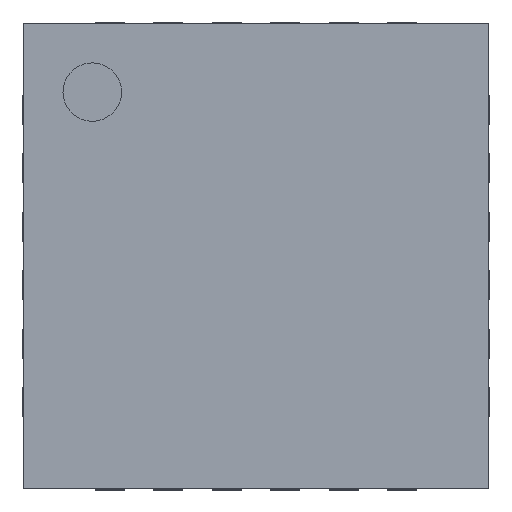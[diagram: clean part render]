
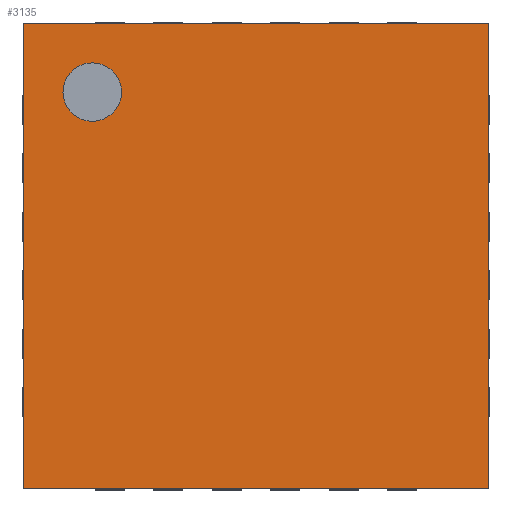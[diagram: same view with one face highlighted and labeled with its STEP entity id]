
A CAD part, top view. The second image highlights one B-rep face of the part: STEP entity #3135.
In plain terms, the highlighted planar face has unit normal (0, 0, 1).
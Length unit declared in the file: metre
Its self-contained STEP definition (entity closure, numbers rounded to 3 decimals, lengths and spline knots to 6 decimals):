
#224=LINE('',#4823,#635);
#225=LINE('',#4826,#636);
#226=LINE('',#4828,#637);
#227=LINE('',#4830,#638);
#635=VECTOR('',#3902,1.);
#636=VECTOR('',#3903,1.);
#637=VECTOR('',#3904,1.);
#638=VECTOR('',#3905,1.);
#1143=ORIENTED_EDGE('',*,*,#1782,.T.);
#1144=ORIENTED_EDGE('',*,*,#2018,.F.);
#1145=ORIENTED_EDGE('',*,*,#2019,.T.);
#1146=ORIENTED_EDGE('',*,*,#2020,.T.);
#1147=ORIENTED_EDGE('',*,*,#2021,.F.);
#1782=EDGE_CURVE('',#2243,#2243,#2551,.T.);
#2018=EDGE_CURVE('',#2433,#2434,#224,.T.);
#2019=EDGE_CURVE('',#2433,#2435,#225,.T.);
#2020=EDGE_CURVE('',#2435,#2436,#226,.T.);
#2021=EDGE_CURVE('',#2434,#2436,#227,.T.);
#2243=VERTEX_POINT('',#4327);
#2433=VERTEX_POINT('',#4824);
#2434=VERTEX_POINT('',#4825);
#2435=VERTEX_POINT('',#4827);
#2436=VERTEX_POINT('',#4829);
#2551=CIRCLE('',#3287,0.00025);
#2673=EDGE_LOOP('',(#1143));
#2674=EDGE_LOOP('',(#1144,#1145,#1146,#1147));
#2834=FACE_BOUND('',#2673,.T.);
#2835=FACE_BOUND('',#2674,.T.);
#2993=PLANE('',#3381);
#3135=ADVANCED_FACE('',(#2834,#2835),#2993,.T.);
#3287=AXIS2_PLACEMENT_3D('',#4326,#3500,#3501);
#3381=AXIS2_PLACEMENT_3D('',#4822,#3900,#3901);
#3500=DIRECTION('',(0.,0.,-1.));
#3501=DIRECTION('',(0.,-1.,0.));
#3900=DIRECTION('',(0.,0.,1.));
#3901=DIRECTION('',(0.,-1.,0.));
#3902=DIRECTION('',(1.,0.,0.));
#3903=DIRECTION('',(0.,-1.,0.));
#3904=DIRECTION('',(1.,0.,0.));
#3905=DIRECTION('',(0.,-1.,0.));
#4326=CARTESIAN_POINT('',(-0.0014,0.0014,0.00077));
#4327=CARTESIAN_POINT('',(-0.0014,0.00115,0.00077));
#4822=CARTESIAN_POINT('',(-0.00199,0.00199,0.00077));
#4823=CARTESIAN_POINT('',(-0.00199,0.00199,0.00077));
#4824=CARTESIAN_POINT('',(-0.00199,0.00199,0.00077));
#4825=CARTESIAN_POINT('',(0.00199,0.00199,0.00077));
#4826=CARTESIAN_POINT('',(-0.00199,0.00199,0.00077));
#4827=CARTESIAN_POINT('',(-0.00199,-0.00199,0.00077));
#4828=CARTESIAN_POINT('',(-0.00199,-0.00199,0.00077));
#4829=CARTESIAN_POINT('',(0.00199,-0.00199,0.00077));
#4830=CARTESIAN_POINT('',(0.00199,0.00199,0.00077));
